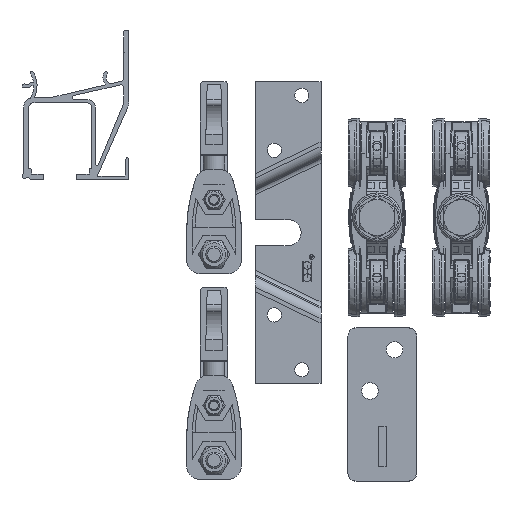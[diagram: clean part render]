
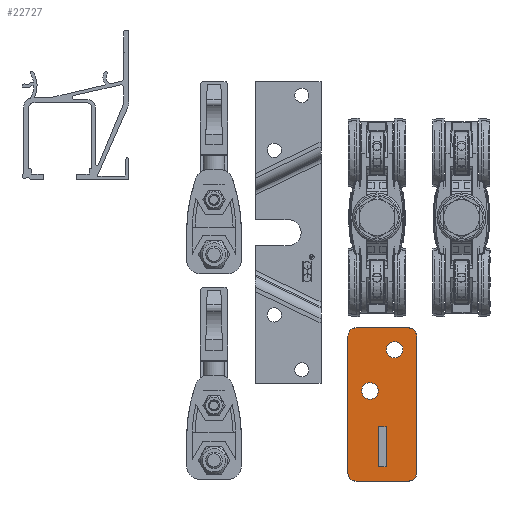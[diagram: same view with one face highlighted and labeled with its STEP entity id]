
A CAD part, front view. The second image highlights one B-rep face of the part: STEP entity #22727.
In plain terms, the highlighted face is planar.
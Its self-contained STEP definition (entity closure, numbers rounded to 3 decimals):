
#553=FACE_BOUND('',#4281,.T.);
#554=FACE_BOUND('',#4282,.T.);
#555=FACE_BOUND('',#4283,.T.);
#1649=PLANE('',#25116);
#2860=FACE_OUTER_BOUND('',#4280,.T.);
#4280=EDGE_LOOP('',(#20744,#20745,#20746,#20747,#20748,#20749,#20750,#20751));
#4281=EDGE_LOOP('',(#20752,#20753,#20754,#20755));
#4282=EDGE_LOOP('',(#20756));
#4283=EDGE_LOOP('',(#20757));
#6365=LINE('',#45630,#7916);
#6368=LINE('',#45638,#7919);
#6385=LINE('',#45698,#7936);
#6386=LINE('',#45701,#7937);
#6387=LINE('',#45704,#7938);
#6388=LINE('',#45706,#7939);
#6389=LINE('',#45708,#7940);
#6390=LINE('',#45709,#7941);
#7916=VECTOR('',#30399,10.);
#7919=VECTOR('',#30408,10.);
#7936=VECTOR('',#30483,10.);
#7937=VECTOR('',#30486,10.);
#7938=VECTOR('',#30487,10.);
#7939=VECTOR('',#30488,10.);
#7940=VECTOR('',#30489,10.);
#7941=VECTOR('',#30490,10.);
#8952=CIRCLE('',#25046,3.);
#8961=CIRCLE('',#25061,3.);
#8975=CIRCLE('',#25084,3.);
#8976=CIRCLE('',#25087,3.);
#8989=CIRCLE('',#25117,3.);
#8990=CIRCLE('',#25118,3.);
#11073=VERTEX_POINT('',#45513);
#11094=VERTEX_POINT('',#45558);
#11105=VERTEX_POINT('',#45622);
#11106=VERTEX_POINT('',#45624);
#11107=VERTEX_POINT('',#45628);
#11108=VERTEX_POINT('',#45632);
#11109=VERTEX_POINT('',#45636);
#11122=VERTEX_POINT('',#45695);
#11123=VERTEX_POINT('',#45696);
#11124=VERTEX_POINT('',#45699);
#11125=VERTEX_POINT('',#45702);
#11126=VERTEX_POINT('',#45703);
#11127=VERTEX_POINT('',#45705);
#11128=VERTEX_POINT('',#45707);
#14284=EDGE_CURVE('',#11073,#11073,#8952,.T.);
#14306=EDGE_CURVE('',#11094,#11094,#8961,.T.);
#14328=EDGE_CURVE('',#11105,#11106,#8975,.T.);
#14331=EDGE_CURVE('',#11105,#11107,#6365,.T.);
#14333=EDGE_CURVE('',#11108,#11107,#8976,.T.);
#14335=EDGE_CURVE('',#11108,#11109,#6368,.T.);
#14364=EDGE_CURVE('',#11122,#11123,#8989,.T.);
#14365=EDGE_CURVE('',#11122,#11106,#6385,.T.);
#14366=EDGE_CURVE('',#11124,#11109,#8990,.T.);
#14367=EDGE_CURVE('',#11124,#11123,#6386,.T.);
#14368=EDGE_CURVE('',#11125,#11126,#6387,.T.);
#14369=EDGE_CURVE('',#11126,#11127,#6388,.T.);
#14370=EDGE_CURVE('',#11127,#11128,#6389,.T.);
#14371=EDGE_CURVE('',#11128,#11125,#6390,.T.);
#20744=ORIENTED_EDGE('',*,*,#14364,.F.);
#20745=ORIENTED_EDGE('',*,*,#14365,.T.);
#20746=ORIENTED_EDGE('',*,*,#14328,.F.);
#20747=ORIENTED_EDGE('',*,*,#14331,.T.);
#20748=ORIENTED_EDGE('',*,*,#14333,.F.);
#20749=ORIENTED_EDGE('',*,*,#14335,.T.);
#20750=ORIENTED_EDGE('',*,*,#14366,.F.);
#20751=ORIENTED_EDGE('',*,*,#14367,.T.);
#20752=ORIENTED_EDGE('',*,*,#14368,.T.);
#20753=ORIENTED_EDGE('',*,*,#14369,.T.);
#20754=ORIENTED_EDGE('',*,*,#14370,.T.);
#20755=ORIENTED_EDGE('',*,*,#14371,.T.);
#20756=ORIENTED_EDGE('',*,*,#14284,.T.);
#20757=ORIENTED_EDGE('',*,*,#14306,.T.);
#22727=ADVANCED_FACE('',(#2860,#553,#554,#555),#1649,.F.);
#25046=AXIS2_PLACEMENT_3D('',#45515,#30302,#30303);
#25061=AXIS2_PLACEMENT_3D('',#45560,#30341,#30342);
#25084=AXIS2_PLACEMENT_3D('',#45625,#30393,#30394);
#25087=AXIS2_PLACEMENT_3D('',#45634,#30403,#30404);
#25116=AXIS2_PLACEMENT_3D('',#45694,#30479,#30480);
#25117=AXIS2_PLACEMENT_3D('',#45697,#30481,#30482);
#25118=AXIS2_PLACEMENT_3D('',#45700,#30484,#30485);
#30302=DIRECTION('center_axis',(0.,0.,1.));
#30303=DIRECTION('ref_axis',(1.,0.,0.));
#30341=DIRECTION('center_axis',(0.,0.,1.));
#30342=DIRECTION('ref_axis',(1.,0.,0.));
#30393=DIRECTION('center_axis',(0.,0.,1.));
#30394=DIRECTION('ref_axis',(0.707,-0.707,0.));
#30399=DIRECTION('',(-1.,0.,0.));
#30403=DIRECTION('center_axis',(0.,0.,1.));
#30404=DIRECTION('ref_axis',(-0.707,-0.707,0.));
#30408=DIRECTION('',(0.,1.,0.));
#30479=DIRECTION('center_axis',(0.,0.,1.));
#30480=DIRECTION('ref_axis',(1.,0.,0.));
#30481=DIRECTION('center_axis',(0.,0.,1.));
#30482=DIRECTION('ref_axis',(0.707,0.707,0.));
#30483=DIRECTION('',(0.,-1.,0.));
#30484=DIRECTION('center_axis',(0.,0.,1.));
#30485=DIRECTION('ref_axis',(-0.707,0.707,0.));
#30486=DIRECTION('',(1.,0.,0.));
#30487=DIRECTION('',(1.,0.,0.));
#30488=DIRECTION('',(0.,1.,0.));
#30489=DIRECTION('',(-1.,0.,0.));
#30490=DIRECTION('',(0.,-1.,0.));
#45513=CARTESIAN_POINT('',(17.,4.5,0.));
#45515=CARTESIAN_POINT('Origin',(20.,4.5,0.));
#45558=CARTESIAN_POINT('',(2.,-4.5,0.));
#45560=CARTESIAN_POINT('Origin',(5.,-4.5,0.));
#45622=CARTESIAN_POINT('',(25.,-12.5,0.));
#45624=CARTESIAN_POINT('',(28.,-9.5,0.));
#45625=CARTESIAN_POINT('Origin',(25.,-9.5,0.));
#45628=CARTESIAN_POINT('',(-25.,-12.5,0.));
#45630=CARTESIAN_POINT('',(28.,-12.5,0.));
#45632=CARTESIAN_POINT('',(-28.,-9.5,0.));
#45634=CARTESIAN_POINT('Origin',(-25.,-9.5,0.));
#45636=CARTESIAN_POINT('',(-28.,9.5,0.));
#45638=CARTESIAN_POINT('',(-28.,-12.5,0.));
#45694=CARTESIAN_POINT('Origin',(0.,0.,0.));
#45695=CARTESIAN_POINT('',(28.,9.5,0.));
#45696=CARTESIAN_POINT('',(25.,12.5,0.));
#45697=CARTESIAN_POINT('Origin',(25.,9.5,0.));
#45698=CARTESIAN_POINT('',(28.,12.5,0.));
#45699=CARTESIAN_POINT('',(-25.,12.5,0.));
#45700=CARTESIAN_POINT('Origin',(-25.,9.5,0.));
#45701=CARTESIAN_POINT('',(-28.,12.5,0.));
#45702=CARTESIAN_POINT('',(-22.7,-1.4,0.));
#45703=CARTESIAN_POINT('',(-8.,-1.4,0.));
#45704=CARTESIAN_POINT('',(-4.,-1.4,0.));
#45705=CARTESIAN_POINT('',(-8.,1.4,0.));
#45706=CARTESIAN_POINT('',(-8.,0.,0.));
#45707=CARTESIAN_POINT('',(-22.7,1.4,0.));
#45708=CARTESIAN_POINT('',(-11.35,1.4,0.));
#45709=CARTESIAN_POINT('',(-22.7,0.,0.));
